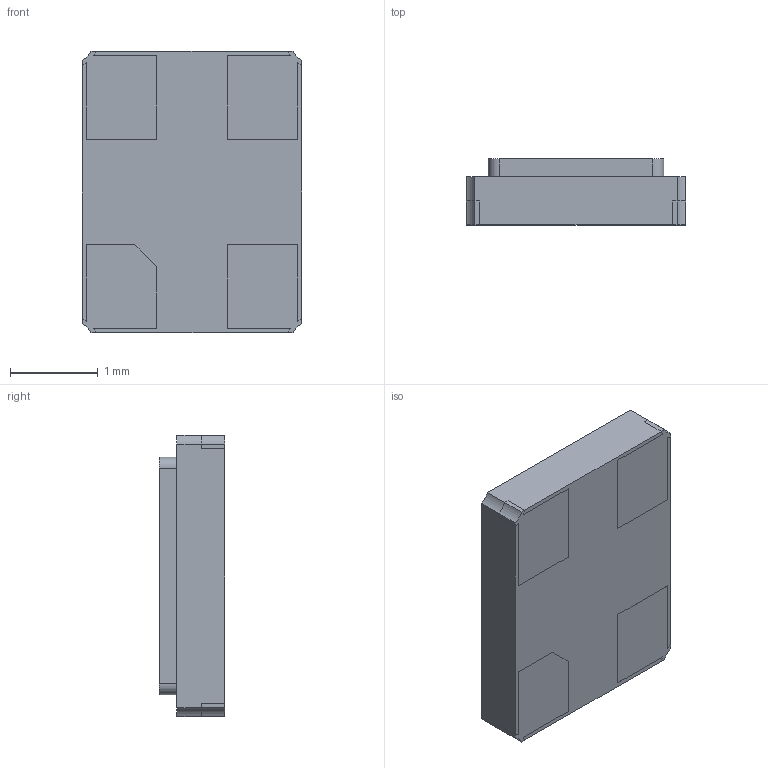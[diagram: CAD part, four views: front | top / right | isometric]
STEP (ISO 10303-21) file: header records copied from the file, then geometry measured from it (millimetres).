
FILE_DESCRIPTION (( 'STEP AP214' ), '1' );
FILE_NAME ('ABM8W-22.6600MHZ-6-B1U-T3.STEP', '2023-01-26T20:52:12', ( '' ), ( '' ), 'SwSTEP 2.0', 'SolidWorks 2021', '' );
FILE_SCHEMA (( 'AUTOMOTIVE_DESIGN' ));
Length unit declared in the file: inch
Products named in the file (1): ABM8W-22.6600MHZ-6-B1U-T3
Bounding box: 2.5 x 0.75 x 3.2 mm (x, y, z)
Volume: 5.5 mm3; surface area: 52.6 mm2
Topology: 6 solids, 6 shells, 112 faces, 294 edges, 196 vertices
Faces by surface type: plane 76, cylinder 36
Entity records: 3545 total; most frequent: CARTESIAN_POINT 603, DIRECTION 592, ORIENTED_EDGE 588, EDGE_CURVE 294, VECTOR 222, LINE 222, VERTEX_POINT 196, AXIS2_PLACEMENT_3D 185
